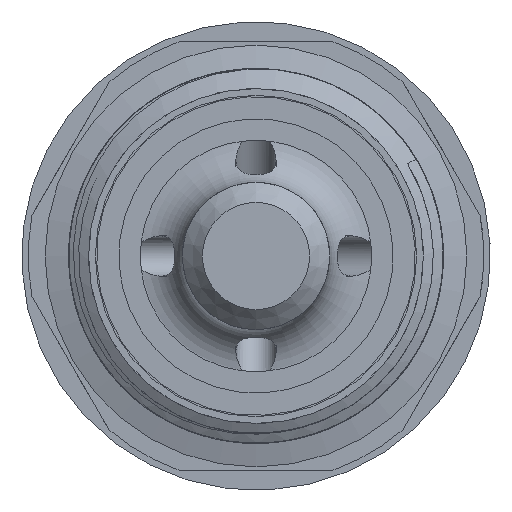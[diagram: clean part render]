
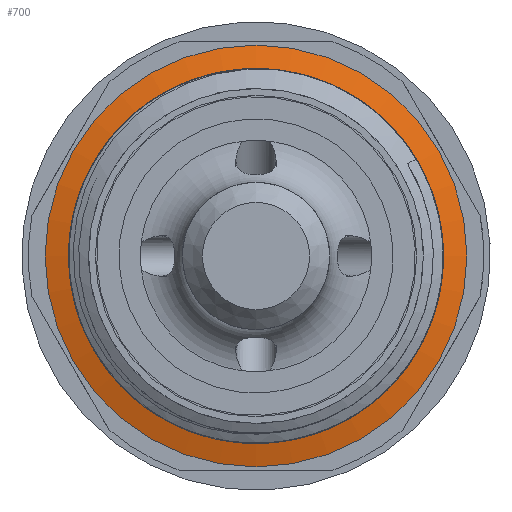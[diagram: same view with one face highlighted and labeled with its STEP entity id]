
A CAD part, front view. The second image highlights one B-rep face of the part: STEP entity #700.
In plain terms, the highlighted conical face has half-angle 75 degrees and reference radius 13 mm.
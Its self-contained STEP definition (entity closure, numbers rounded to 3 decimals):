
#203=CONICAL_SURFACE('',#5077,13.,75.);
#497=FACE_BOUND('',#1344,.T.);
#498=FACE_BOUND('',#1345,.T.);
#700=ADVANCED_FACE('',(#497,#498),#203,.T.);
#1344=EDGE_LOOP('',(#2611));
#1345=EDGE_LOOP('',(#2612));
#1732=CIRCLE('',#5074,13.);
#1733=CIRCLE('',#5076,15.75);
#2611=ORIENTED_EDGE('',*,*,#4269,.T.);
#2612=ORIENTED_EDGE('',*,*,#4268,.F.);
#3791=VERTEX_POINT('',#8334);
#3792=VERTEX_POINT('',#8337);
#4268=EDGE_CURVE('',#3791,#3791,#1732,.T.);
#4269=EDGE_CURVE('',#3792,#3792,#1733,.T.);
#5074=AXIS2_PLACEMENT_3D('',#8333,#5782,#5783);
#5076=AXIS2_PLACEMENT_3D('',#8336,#5786,#5787);
#5077=AXIS2_PLACEMENT_3D('',#8338,#5788,#5789);
#5782=DIRECTION('',(0.,-1.,0.));
#5783=DIRECTION('',(1.,0.,0.));
#5786=DIRECTION('',(0.,-1.,0.));
#5787=DIRECTION('',(1.,0.,0.));
#5788=DIRECTION('',(0.,1.,0.));
#5789=DIRECTION('',(-1.,0.,0.));
#8333=CARTESIAN_POINT('',(7.801,5.192,0.));
#8334=CARTESIAN_POINT('',(20.801,5.192,0.));
#8336=CARTESIAN_POINT('',(7.801,5.929,0.));
#8337=CARTESIAN_POINT('',(23.551,5.929,0.));
#8338=CARTESIAN_POINT('',(7.801,5.192,0.));
